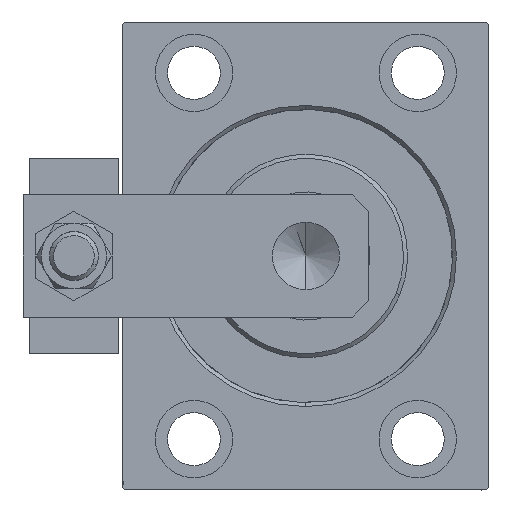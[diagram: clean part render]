
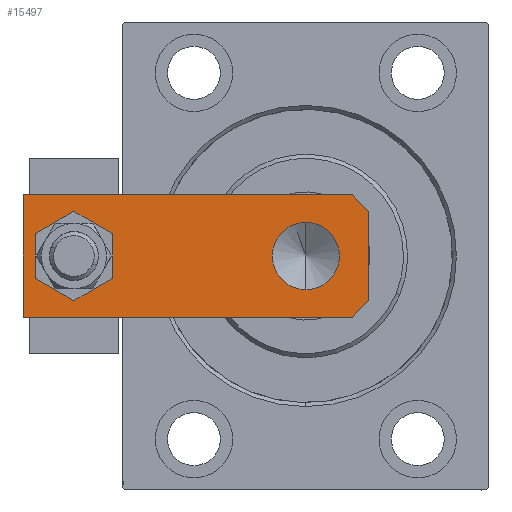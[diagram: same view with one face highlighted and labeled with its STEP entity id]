
A CAD part, left-side view. The second image highlights one B-rep face of the part: STEP entity #15497.
In plain terms, the highlighted face is planar.
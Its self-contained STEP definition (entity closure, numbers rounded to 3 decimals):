
#1567 = CIRCLE ( 'NONE', #42761, 7. ) ;
#1667 = DIRECTION ( 'NONE',  ( -1., 0., 0. ) ) ;
#2383 = CARTESIAN_POINT ( 'NONE',  ( 0., 0., 8. ) ) ;
#2993 = CARTESIAN_POINT ( 'NONE',  ( -15., 0., 8. ) ) ;
#3373 = CARTESIAN_POINT ( 'NONE',  ( 0., 15.5, 8. ) ) ;
#4624 = VERTEX_POINT ( 'NONE', #7014 ) ;
#4639 = ORIENTED_EDGE ( 'NONE', *, *, #27302, .T. ) ;
#6698 = CARTESIAN_POINT ( 'NONE',  ( -15., 85., 8. ) ) ;
#6998 = FACE_BOUND ( 'NONE', #42383, .T. ) ;
#7014 = CARTESIAN_POINT ( 'NONE',  ( -15., 4., 8. ) ) ;
#8439 = ORIENTED_EDGE ( 'NONE', *, *, #48878, .T. ) ;
#10412 = DIRECTION ( 'NONE',  ( 0., 0., 1. ) ) ;
#11615 = AXIS2_PLACEMENT_3D ( 'NONE', #14536, #10412, #26141 ) ;
#11663 = AXIS2_PLACEMENT_3D ( 'NONE', #3373, #47911, #16429 ) ;
#12615 = ORIENTED_EDGE ( 'NONE', *, *, #28057, .F. ) ;
#13623 = CARTESIAN_POINT ( 'NONE',  ( 0., 72.5, 8. ) ) ;
#13693 = EDGE_CURVE ( 'NONE', #4624, #16064, #22142, .T. ) ;
#14536 = CARTESIAN_POINT ( 'NONE',  ( 0., 15.5, 8. ) ) ;
#15497 = ADVANCED_FACE ( 'NONE', ( #29731, #26598, #6998 ), #38736, .T. ) ;
#16064 = VERTEX_POINT ( 'NONE', #19903 ) ;
#16429 = DIRECTION ( 'NONE',  ( 1., 0., 0. ) ) ;
#16803 = ORIENTED_EDGE ( 'NONE', *, *, #46021, .F. ) ;
#17105 = ORIENTED_EDGE ( 'NONE', *, *, #32874, .F. ) ;
#17381 = LINE ( 'NONE', #24346, #32376 ) ;
#18049 = DIRECTION ( 'NONE',  ( 0., -1., 0. ) ) ;
#18778 = VECTOR ( 'NONE', #48386, 1000. ) ;
#18824 = AXIS2_PLACEMENT_3D ( 'NONE', #30229, #50338, #19355 ) ;
#19355 = DIRECTION ( 'NONE',  ( 1., 0., 0. ) ) ;
#19426 = CARTESIAN_POINT ( 'NONE',  ( -7., 72.5, 8. ) ) ;
#19594 = VECTOR ( 'NONE', #35805, 1000. ) ;
#19660 = CIRCLE ( 'NONE', #18824, 7. ) ;
#19734 = DIRECTION ( 'NONE',  ( 1., 0., 0. ) ) ;
#19903 = CARTESIAN_POINT ( 'NONE',  ( -11., 0., 8. ) ) ;
#20003 = VERTEX_POINT ( 'NONE', #38869 ) ;
#21000 = ORIENTED_EDGE ( 'NONE', *, *, #39269, .F. ) ;
#22142 = LINE ( 'NONE', #48492, #37799 ) ;
#22538 = ORIENTED_EDGE ( 'NONE', *, *, #47942, .T. ) ;
#22679 = LINE ( 'NONE', #6698, #44672 ) ;
#23138 = ORIENTED_EDGE ( 'NONE', *, *, #13693, .T. ) ;
#24346 = CARTESIAN_POINT ( 'NONE',  ( 15., 85., 8. ) ) ;
#25617 = CIRCLE ( 'NONE', #11615, 8.25 ) ;
#26085 = EDGE_CURVE ( 'NONE', #36693, #20003, #39678, .T. ) ;
#26141 = DIRECTION ( 'NONE',  ( 1., 0., 0. ) ) ;
#26531 = VERTEX_POINT ( 'NONE', #36516 ) ;
#26598 = FACE_OUTER_BOUND ( 'NONE', #38363, .T. ) ;
#26623 = VERTEX_POINT ( 'NONE', #30811 ) ;
#27302 = EDGE_CURVE ( 'NONE', #16064, #36693, #42955, .T. ) ;
#28056 = CARTESIAN_POINT ( 'NONE',  ( 5.5, -5.5, 8. ) ) ;
#28057 = EDGE_CURVE ( 'NONE', #28536, #26531, #19660, .T. ) ;
#28536 = VERTEX_POINT ( 'NONE', #19426 ) ;
#28550 = CARTESIAN_POINT ( 'NONE',  ( -8.25, 15.5, 8. ) ) ;
#29731 = FACE_BOUND ( 'NONE', #43514, .T. ) ;
#29842 = CIRCLE ( 'NONE', #11663, 8.25 ) ;
#30229 = CARTESIAN_POINT ( 'NONE',  ( 0., 72.5, 8. ) ) ;
#30811 = CARTESIAN_POINT ( 'NONE',  ( -15., 85., 8. ) ) ;
#31285 = EDGE_CURVE ( 'NONE', #20003, #47724, #33674, .T. ) ;
#32351 = CARTESIAN_POINT ( 'NONE',  ( 8.25, 15.5, 8. ) ) ;
#32376 = VECTOR ( 'NONE', #1667, 1000. ) ;
#32474 = DIRECTION ( 'NONE',  ( 1., 0., 0. ) ) ;
#32874 = EDGE_CURVE ( 'NONE', #26531, #28536, #1567, .T. ) ;
#33243 = DIRECTION ( 'NONE',  ( 0., 0., 1. ) ) ;
#33674 = LINE ( 'NONE', #44249, #18778 ) ;
#35805 = DIRECTION ( 'NONE',  ( 0.707, 0.707, 0. ) ) ;
#35806 = AXIS2_PLACEMENT_3D ( 'NONE', #2383, #38235, #42604 ) ;
#35930 = VERTEX_POINT ( 'NONE', #32351 ) ;
#36516 = CARTESIAN_POINT ( 'NONE',  ( 7., 72.5, 8. ) ) ;
#36654 = ORIENTED_EDGE ( 'NONE', *, *, #26085, .T. ) ;
#36693 = VERTEX_POINT ( 'NONE', #48730 ) ;
#37799 = VECTOR ( 'NONE', #41761, 1000. ) ;
#38235 = DIRECTION ( 'NONE',  ( 0., 0., 1. ) ) ;
#38363 = EDGE_LOOP ( 'NONE', ( #22538, #23138, #4639, #36654, #43222, #8439 ) ) ;
#38736 = PLANE ( 'NONE',  #35806 ) ;
#38869 = CARTESIAN_POINT ( 'NONE',  ( 15., 4., 8. ) ) ;
#39269 = EDGE_CURVE ( 'NONE', #35930, #43617, #25617, .T. ) ;
#39678 = LINE ( 'NONE', #28056, #19594 ) ;
#41761 = DIRECTION ( 'NONE',  ( 0.707, -0.707, 0. ) ) ;
#42383 = EDGE_LOOP ( 'NONE', ( #16803, #21000 ) ) ;
#42604 = DIRECTION ( 'NONE',  ( 1., 0., 0. ) ) ;
#42761 = AXIS2_PLACEMENT_3D ( 'NONE', #13623, #33243, #32474 ) ;
#42861 = CARTESIAN_POINT ( 'NONE',  ( 15., 85., 8. ) ) ;
#42955 = LINE ( 'NONE', #2993, #47621 ) ;
#43222 = ORIENTED_EDGE ( 'NONE', *, *, #31285, .T. ) ;
#43514 = EDGE_LOOP ( 'NONE', ( #12615, #17105 ) ) ;
#43617 = VERTEX_POINT ( 'NONE', #28550 ) ;
#44249 = CARTESIAN_POINT ( 'NONE',  ( 15., 0., 8. ) ) ;
#44672 = VECTOR ( 'NONE', #18049, 1000. ) ;
#46021 = EDGE_CURVE ( 'NONE', #43617, #35930, #29842, .T. ) ;
#47621 = VECTOR ( 'NONE', #19734, 1000. ) ;
#47724 = VERTEX_POINT ( 'NONE', #42861 ) ;
#47911 = DIRECTION ( 'NONE',  ( 0., 0., 1. ) ) ;
#47942 = EDGE_CURVE ( 'NONE', #26623, #4624, #22679, .T. ) ;
#48386 = DIRECTION ( 'NONE',  ( 0., 1., 0. ) ) ;
#48492 = CARTESIAN_POINT ( 'NONE',  ( -5.5, -5.5, 8. ) ) ;
#48730 = CARTESIAN_POINT ( 'NONE',  ( 11., 0., 8. ) ) ;
#48878 = EDGE_CURVE ( 'NONE', #47724, #26623, #17381, .T. ) ;
#50338 = DIRECTION ( 'NONE',  ( 0., 0., 1. ) ) ;
